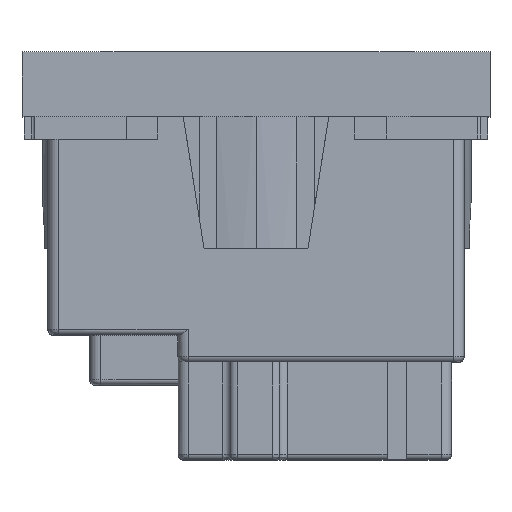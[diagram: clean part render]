
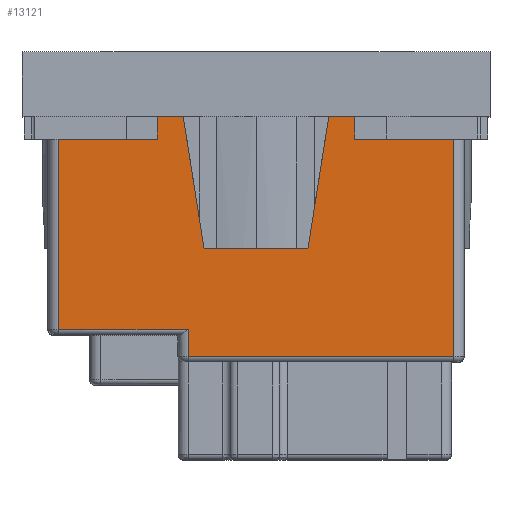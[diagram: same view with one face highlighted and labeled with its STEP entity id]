
A CAD part, top view. The second image highlights one B-rep face of the part: STEP entity #13121.
In plain terms, the highlighted planar face has unit normal (0, 0, 1).
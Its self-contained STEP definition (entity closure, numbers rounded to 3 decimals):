
#114 = EDGE_CURVE ( 'NONE', #21523, #3409, #24619, .T. ) ;
#416 = VERTEX_POINT ( 'NONE', #23094 ) ;
#427 = DIRECTION ( 'NONE',  ( 1., 0., 0. ) ) ;
#511 = VERTEX_POINT ( 'NONE', #2571 ) ;
#560 = CARTESIAN_POINT ( 'NONE',  ( 2.5, 15.2, -2.5 ) ) ;
#921 = CARTESIAN_POINT ( 'NONE',  ( 29.5, 17.4, -2.5 ) ) ;
#943 = ORIENTED_EDGE ( 'NONE', *, *, #17645, .T. ) ;
#1133 = CARTESIAN_POINT ( 'NONE',  ( 2.5, 15.2, -2.5 ) ) ;
#1344 = LINE ( 'NONE', #14156, #19946 ) ;
#2256 = LINE ( 'NONE', #22137, #6221 ) ;
#2398 = ORIENTED_EDGE ( 'NONE', *, *, #6831, .F. ) ;
#2462 = LINE ( 'NONE', #1133, #17340 ) ;
#2571 = CARTESIAN_POINT ( 'NONE',  ( 3.5, 15.2, -2.5 ) ) ;
#3028 = DIRECTION ( 'NONE',  ( 1., 0., 0. ) ) ;
#3224 = CARTESIAN_POINT ( 'NONE',  ( 2.5, -3.1, -2.5 ) ) ;
#3236 = DIRECTION ( 'NONE',  ( -1., 0., 0. ) ) ;
#3319 = VECTOR ( 'NONE', #21389, 1000. ) ;
#3409 = VERTEX_POINT ( 'NONE', #17359 ) ;
#3504 = DIRECTION ( 'NONE',  ( 0., -1., 0. ) ) ;
#3536 = EDGE_CURVE ( 'NONE', #19638, #9025, #20616, .T. ) ;
#4443 = ORIENTED_EDGE ( 'NONE', *, *, #20170, .T. ) ;
#4613 = EDGE_CURVE ( 'NONE', #3409, #5565, #8928, .T. ) ;
#4955 = EDGE_CURVE ( 'NONE', #9456, #9382, #9234, .T. ) ;
#4969 = VECTOR ( 'NONE', #18241, 1000. ) ;
#5068 = DIRECTION ( 'NONE',  ( -0.156, -0.988, 0. ) ) ;
#5277 = EDGE_CURVE ( 'NONE', #416, #23443, #17928, .T. ) ;
#5565 = VERTEX_POINT ( 'NONE', #12812 ) ;
#5674 = DIRECTION ( 'NONE',  ( -0.156, 0.988, 0. ) ) ;
#5764 = VECTOR ( 'NONE', #427, 1000. ) ;
#5868 = VECTOR ( 'NONE', #5068, 1000. ) ;
#6022 = ORIENTED_EDGE ( 'NONE', *, *, #14873, .T. ) ;
#6221 = VECTOR ( 'NONE', #5674, 1000. ) ;
#6285 = LINE ( 'NONE', #15996, #4969 ) ;
#6408 = CARTESIAN_POINT ( 'NONE',  ( 41.5, -5.7, -2.5 ) ) ;
#6476 = LINE ( 'NONE', #17148, #15999 ) ;
#6831 = EDGE_CURVE ( 'NONE', #10119, #25354, #15424, .T. ) ;
#7167 = ORIENTED_EDGE ( 'NONE', *, *, #25662, .T. ) ;
#7199 = CARTESIAN_POINT ( 'NONE',  ( 13., 17.4, -2.5 ) ) ;
#7389 = VERTEX_POINT ( 'NONE', #17345 ) ;
#8173 = ORIENTED_EDGE ( 'NONE', *, *, #4955, .T. ) ;
#8226 = VECTOR ( 'NONE', #17442, 1000. ) ;
#8928 = LINE ( 'NONE', #21421, #8226 ) ;
#9025 = VERTEX_POINT ( 'NONE', #21562 ) ;
#9191 = DIRECTION ( 'NONE',  ( 0., 0., 1. ) ) ;
#9234 = LINE ( 'NONE', #10099, #22004 ) ;
#9258 = DIRECTION ( 'NONE',  ( 1., 0., 0. ) ) ;
#9382 = VERTEX_POINT ( 'NONE', #26674 ) ;
#9456 = VERTEX_POINT ( 'NONE', #6408 ) ;
#10099 = CARTESIAN_POINT ( 'NONE',  ( 41.5, -15.6, -2.5 ) ) ;
#10119 = VERTEX_POINT ( 'NONE', #16665 ) ;
#10623 = EDGE_CURVE ( 'NONE', #511, #21523, #6285, .T. ) ;
#10667 = VECTOR ( 'NONE', #3504, 1000. ) ;
#10766 = VECTOR ( 'NONE', #9258, 1000. ) ;
#11569 = CARTESIAN_POINT ( 'NONE',  ( 17.5, 4.7, -2.5 ) ) ;
#11902 = VERTEX_POINT ( 'NONE', #25305 ) ;
#12812 = CARTESIAN_POINT ( 'NONE',  ( 16., -5.7, -2.5 ) ) ;
#13004 = DIRECTION ( 'NONE',  ( -1., 0., 0. ) ) ;
#13121 = ADVANCED_FACE ( 'NONE', ( #21134 ), #15439, .T. ) ;
#13364 = CARTESIAN_POINT ( 'NONE',  ( 2.5, -15.6, -2.5 ) ) ;
#13421 = CARTESIAN_POINT ( 'NONE',  ( 22.5, 17.4, -2.5 ) ) ;
#14016 = ORIENTED_EDGE ( 'NONE', *, *, #25444, .T. ) ;
#14156 = CARTESIAN_POINT ( 'NONE',  ( 32., -15.6, -2.5 ) ) ;
#14250 = DIRECTION ( 'NONE',  ( 0., 1., 0. ) ) ;
#14277 = DIRECTION ( 'NONE',  ( 0., 1., 0. ) ) ;
#14614 = ORIENTED_EDGE ( 'NONE', *, *, #5277, .T. ) ;
#14873 = EDGE_CURVE ( 'NONE', #9025, #511, #2462, .T. ) ;
#15167 = DIRECTION ( 'NONE',  ( 1., 0., 0. ) ) ;
#15424 = LINE ( 'NONE', #13421, #25731 ) ;
#15426 = CARTESIAN_POINT ( 'NONE',  ( 22.5, 17.4, -2.5 ) ) ;
#15439 = PLANE ( 'NONE',  #17687 ) ;
#15603 = ORIENTED_EDGE ( 'NONE', *, *, #3536, .T. ) ;
#15652 = ORIENTED_EDGE ( 'NONE', *, *, #4613, .T. ) ;
#15996 = CARTESIAN_POINT ( 'NONE',  ( 3.5, -15.6, -2.5 ) ) ;
#15999 = VECTOR ( 'NONE', #15167, 1000. ) ;
#16665 = CARTESIAN_POINT ( 'NONE',  ( 29.5, 17.4, -2.5 ) ) ;
#17148 = CARTESIAN_POINT ( 'NONE',  ( 2.5, -5.7, -2.5 ) ) ;
#17218 = CARTESIAN_POINT ( 'NONE',  ( 3.5, -3.1, -2.5 ) ) ;
#17340 = VECTOR ( 'NONE', #3236, 1000. ) ;
#17345 = CARTESIAN_POINT ( 'NONE',  ( 15.5, 17.4, -2.5 ) ) ;
#17359 = CARTESIAN_POINT ( 'NONE',  ( 16., -3.1, -2.5 ) ) ;
#17406 = CARTESIAN_POINT ( 'NONE',  ( 27.5, 4.7, -2.5 ) ) ;
#17442 = DIRECTION ( 'NONE',  ( 0., -1., 0. ) ) ;
#17645 = EDGE_CURVE ( 'NONE', #10119, #416, #22954, .T. ) ;
#17650 = EDGE_CURVE ( 'NONE', #19638, #7389, #22284, .T. ) ;
#17687 = AXIS2_PLACEMENT_3D ( 'NONE', #13364, #9191, #3028 ) ;
#17928 = LINE ( 'NONE', #17406, #3319 ) ;
#18241 = DIRECTION ( 'NONE',  ( 0., -1., 0. ) ) ;
#18723 = ORIENTED_EDGE ( 'NONE', *, *, #114, .T. ) ;
#18971 = EDGE_LOOP ( 'NONE', ( #15652, #14016, #8173, #7167, #4443, #2398, #943, #14614, #23845, #23052, #15603, #6022, #21467, #18723 ) ) ;
#19207 = VECTOR ( 'NONE', #13004, 1000. ) ;
#19638 = VERTEX_POINT ( 'NONE', #7199 ) ;
#19946 = VECTOR ( 'NONE', #14250, 1000. ) ;
#20170 = EDGE_CURVE ( 'NONE', #11902, #25354, #1344, .T. ) ;
#20616 = LINE ( 'NONE', #24087, #10667 ) ;
#20675 = EDGE_CURVE ( 'NONE', #23443, #7389, #2256, .T. ) ;
#21134 = FACE_OUTER_BOUND ( 'NONE', #18971, .T. ) ;
#21389 = DIRECTION ( 'NONE',  ( -1., 0., 0. ) ) ;
#21421 = CARTESIAN_POINT ( 'NONE',  ( 16., -15.6, -2.5 ) ) ;
#21467 = ORIENTED_EDGE ( 'NONE', *, *, #10623, .T. ) ;
#21523 = VERTEX_POINT ( 'NONE', #17218 ) ;
#21562 = CARTESIAN_POINT ( 'NONE',  ( 13., 15.2, -2.5 ) ) ;
#22004 = VECTOR ( 'NONE', #14277, 1000. ) ;
#22137 = CARTESIAN_POINT ( 'NONE',  ( 17.5, 4.7, -2.5 ) ) ;
#22284 = LINE ( 'NONE', #15426, #10766 ) ;
#22954 = LINE ( 'NONE', #921, #5868 ) ;
#23052 = ORIENTED_EDGE ( 'NONE', *, *, #17650, .F. ) ;
#23094 = CARTESIAN_POINT ( 'NONE',  ( 27.5, 4.7, -2.5 ) ) ;
#23443 = VERTEX_POINT ( 'NONE', #11569 ) ;
#23694 = LINE ( 'NONE', #560, #19207 ) ;
#23845 = ORIENTED_EDGE ( 'NONE', *, *, #20675, .T. ) ;
#24087 = CARTESIAN_POINT ( 'NONE',  ( 13., -15.6, -2.5 ) ) ;
#24619 = LINE ( 'NONE', #3224, #5764 ) ;
#25050 = CARTESIAN_POINT ( 'NONE',  ( 32., 17.4, -2.5 ) ) ;
#25305 = CARTESIAN_POINT ( 'NONE',  ( 32., 15.2, -2.5 ) ) ;
#25354 = VERTEX_POINT ( 'NONE', #25050 ) ;
#25444 = EDGE_CURVE ( 'NONE', #5565, #9456, #6476, .T. ) ;
#25591 = DIRECTION ( 'NONE',  ( 1., 0., 0. ) ) ;
#25662 = EDGE_CURVE ( 'NONE', #9382, #11902, #23694, .T. ) ;
#25731 = VECTOR ( 'NONE', #25591, 1000. ) ;
#26674 = CARTESIAN_POINT ( 'NONE',  ( 41.5, 15.2, -2.5 ) ) ;
